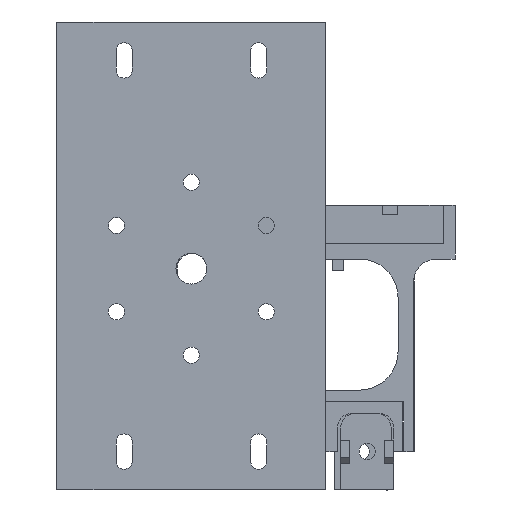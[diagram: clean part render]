
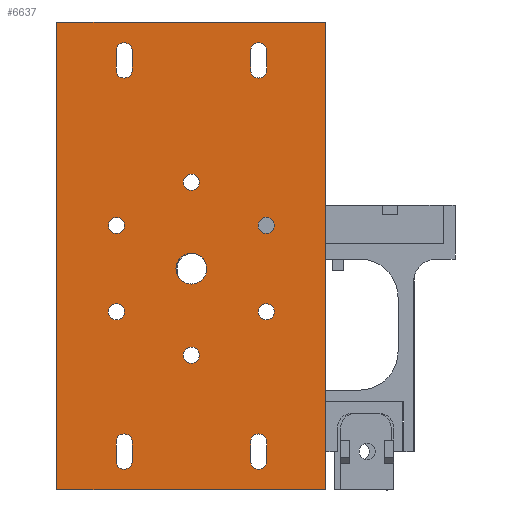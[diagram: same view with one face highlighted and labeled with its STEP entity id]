
A CAD part, left-side view. The second image highlights one B-rep face of the part: STEP entity #6637.
In plain terms, the highlighted face is planar.
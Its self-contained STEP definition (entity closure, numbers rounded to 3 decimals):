
#396=FACE_BOUND('',#1242,.T.);
#397=FACE_BOUND('',#1243,.T.);
#398=FACE_BOUND('',#1244,.T.);
#399=FACE_BOUND('',#1245,.T.);
#400=FACE_BOUND('',#1246,.T.);
#401=FACE_BOUND('',#1247,.T.);
#402=FACE_BOUND('',#1248,.T.);
#403=FACE_BOUND('',#1249,.T.);
#404=FACE_BOUND('',#1250,.T.);
#405=FACE_BOUND('',#1251,.T.);
#406=FACE_BOUND('',#1252,.T.);
#528=PLANE('',#7075);
#822=FACE_OUTER_BOUND('',#1241,.T.);
#1241=EDGE_LOOP('',(#5555,#5556,#5557,#5558));
#1242=EDGE_LOOP('',(#5559,#5560,#5561,#5562));
#1243=EDGE_LOOP('',(#5563,#5564,#5565,#5566));
#1244=EDGE_LOOP('',(#5567,#5568,#5569,#5570));
#1245=EDGE_LOOP('',(#5571,#5572,#5573,#5574));
#1246=EDGE_LOOP('',(#5575));
#1247=EDGE_LOOP('',(#5576));
#1248=EDGE_LOOP('',(#5577));
#1249=EDGE_LOOP('',(#5578));
#1250=EDGE_LOOP('',(#5579));
#1251=EDGE_LOOP('',(#5580));
#1252=EDGE_LOOP('',(#5581));
#1738=LINE('',#11254,#2357);
#1741=LINE('',#11262,#2360);
#1744=LINE('',#11270,#2363);
#1747=LINE('',#11278,#2366);
#1750=LINE('',#11286,#2369);
#1753=LINE('',#11294,#2372);
#1757=LINE('',#11306,#2376);
#1760=LINE('',#11313,#2379);
#1762=LINE('',#11318,#2381);
#1765=LINE('',#11324,#2384);
#1767=LINE('',#11327,#2386);
#1768=LINE('',#11328,#2387);
#2357=VECTOR('',#8038,10.);
#2360=VECTOR('',#8047,10.);
#2363=VECTOR('',#8056,10.);
#2366=VECTOR('',#8065,10.);
#2369=VECTOR('',#8074,10.);
#2372=VECTOR('',#8083,10.);
#2376=VECTOR('',#8097,10.);
#2379=VECTOR('',#8106,10.);
#2381=VECTOR('',#8110,10.);
#2384=VECTOR('',#8115,10.);
#2386=VECTOR('',#8119,10.);
#2387=VECTOR('',#8120,10.);
#2738=CIRCLE('',#7051,2.1);
#2739=CIRCLE('',#7054,2.1);
#2740=CIRCLE('',#7057,2.1);
#2741=CIRCLE('',#7060,2.1);
#2742=CIRCLE('',#7063,2.1);
#2743=CIRCLE('',#7066,2.1);
#2744=CIRCLE('',#7068,2.1);
#2745=CIRCLE('',#7071,2.1);
#2746=CIRCLE('',#7076,2.1);
#2747=CIRCLE('',#7077,2.1);
#2748=CIRCLE('',#7078,2.1);
#2749=CIRCLE('',#7079,2.1);
#2750=CIRCLE('',#7080,2.1);
#2751=CIRCLE('',#7081,4.);
#2752=CIRCLE('',#7082,2.1);
#3209=VERTEX_POINT('',#11251);
#3210=VERTEX_POINT('',#11253);
#3211=VERTEX_POINT('',#11257);
#3212=VERTEX_POINT('',#11261);
#3213=VERTEX_POINT('',#11267);
#3214=VERTEX_POINT('',#11269);
#3215=VERTEX_POINT('',#11273);
#3216=VERTEX_POINT('',#11277);
#3217=VERTEX_POINT('',#11283);
#3218=VERTEX_POINT('',#11285);
#3219=VERTEX_POINT('',#11289);
#3220=VERTEX_POINT('',#11293);
#3221=VERTEX_POINT('',#11299);
#3222=VERTEX_POINT('',#11301);
#3223=VERTEX_POINT('',#11305);
#3224=VERTEX_POINT('',#11309);
#3225=VERTEX_POINT('',#11315);
#3226=VERTEX_POINT('',#11317);
#3227=VERTEX_POINT('',#11321);
#3228=VERTEX_POINT('',#11323);
#3229=VERTEX_POINT('',#11329);
#3230=VERTEX_POINT('',#11331);
#3231=VERTEX_POINT('',#11333);
#3232=VERTEX_POINT('',#11335);
#3233=VERTEX_POINT('',#11337);
#3234=VERTEX_POINT('',#11339);
#3235=VERTEX_POINT('',#11341);
#4020=EDGE_CURVE('',#3210,#3209,#1738,.T.);
#4022=EDGE_CURVE('',#3211,#3210,#2738,.T.);
#4024=EDGE_CURVE('',#3212,#3211,#1741,.T.);
#4026=EDGE_CURVE('',#3209,#3212,#2739,.T.);
#4028=EDGE_CURVE('',#3214,#3213,#1744,.T.);
#4030=EDGE_CURVE('',#3215,#3214,#2740,.T.);
#4032=EDGE_CURVE('',#3216,#3215,#1747,.T.);
#4034=EDGE_CURVE('',#3213,#3216,#2741,.T.);
#4036=EDGE_CURVE('',#3218,#3217,#1750,.T.);
#4038=EDGE_CURVE('',#3219,#3218,#2742,.T.);
#4040=EDGE_CURVE('',#3220,#3219,#1753,.T.);
#4042=EDGE_CURVE('',#3217,#3220,#2743,.T.);
#4044=EDGE_CURVE('',#3222,#3221,#2744,.T.);
#4046=EDGE_CURVE('',#3223,#3222,#1757,.T.);
#4048=EDGE_CURVE('',#3224,#3223,#2745,.T.);
#4050=EDGE_CURVE('',#3221,#3224,#1760,.T.);
#4052=EDGE_CURVE('',#3226,#3225,#1762,.T.);
#4055=EDGE_CURVE('',#3228,#3227,#1765,.T.);
#4057=EDGE_CURVE('',#3225,#3228,#1767,.T.);
#4058=EDGE_CURVE('',#3227,#3226,#1768,.T.);
#4059=EDGE_CURVE('',#3229,#3229,#2746,.T.);
#4060=EDGE_CURVE('',#3230,#3230,#2747,.T.);
#4061=EDGE_CURVE('',#3231,#3231,#2748,.T.);
#4062=EDGE_CURVE('',#3232,#3232,#2749,.T.);
#4063=EDGE_CURVE('',#3233,#3233,#2750,.T.);
#4064=EDGE_CURVE('',#3234,#3234,#2751,.T.);
#4065=EDGE_CURVE('',#3235,#3235,#2752,.T.);
#5555=ORIENTED_EDGE('',*,*,#4057,.T.);
#5556=ORIENTED_EDGE('',*,*,#4055,.T.);
#5557=ORIENTED_EDGE('',*,*,#4058,.T.);
#5558=ORIENTED_EDGE('',*,*,#4052,.T.);
#5559=ORIENTED_EDGE('',*,*,#4050,.T.);
#5560=ORIENTED_EDGE('',*,*,#4048,.T.);
#5561=ORIENTED_EDGE('',*,*,#4046,.T.);
#5562=ORIENTED_EDGE('',*,*,#4044,.T.);
#5563=ORIENTED_EDGE('',*,*,#4042,.T.);
#5564=ORIENTED_EDGE('',*,*,#4040,.T.);
#5565=ORIENTED_EDGE('',*,*,#4038,.T.);
#5566=ORIENTED_EDGE('',*,*,#4036,.T.);
#5567=ORIENTED_EDGE('',*,*,#4034,.T.);
#5568=ORIENTED_EDGE('',*,*,#4032,.T.);
#5569=ORIENTED_EDGE('',*,*,#4030,.T.);
#5570=ORIENTED_EDGE('',*,*,#4028,.T.);
#5571=ORIENTED_EDGE('',*,*,#4026,.T.);
#5572=ORIENTED_EDGE('',*,*,#4024,.T.);
#5573=ORIENTED_EDGE('',*,*,#4022,.T.);
#5574=ORIENTED_EDGE('',*,*,#4020,.T.);
#5575=ORIENTED_EDGE('',*,*,#4059,.T.);
#5576=ORIENTED_EDGE('',*,*,#4060,.T.);
#5577=ORIENTED_EDGE('',*,*,#4061,.T.);
#5578=ORIENTED_EDGE('',*,*,#4062,.T.);
#5579=ORIENTED_EDGE('',*,*,#4063,.T.);
#5580=ORIENTED_EDGE('',*,*,#4064,.T.);
#5581=ORIENTED_EDGE('',*,*,#4065,.T.);
#6637=ADVANCED_FACE('',(#822,#396,#397,#398,#399,#400,#401,#402,#403,#404,
#405,#406),#528,.F.);
#7051=AXIS2_PLACEMENT_3D('',#11258,#8042,#8043);
#7054=AXIS2_PLACEMENT_3D('',#11265,#8051,#8052);
#7057=AXIS2_PLACEMENT_3D('',#11274,#8060,#8061);
#7060=AXIS2_PLACEMENT_3D('',#11281,#8069,#8070);
#7063=AXIS2_PLACEMENT_3D('',#11290,#8078,#8079);
#7066=AXIS2_PLACEMENT_3D('',#11297,#8087,#8088);
#7068=AXIS2_PLACEMENT_3D('',#11302,#8092,#8093);
#7071=AXIS2_PLACEMENT_3D('',#11310,#8101,#8102);
#7075=AXIS2_PLACEMENT_3D('',#11326,#8117,#8118);
#7076=AXIS2_PLACEMENT_3D('',#11330,#8121,#8122);
#7077=AXIS2_PLACEMENT_3D('',#11332,#8123,#8124);
#7078=AXIS2_PLACEMENT_3D('',#11334,#8125,#8126);
#7079=AXIS2_PLACEMENT_3D('',#11336,#8127,#8128);
#7080=AXIS2_PLACEMENT_3D('',#11338,#8129,#8130);
#7081=AXIS2_PLACEMENT_3D('',#11340,#8131,#8132);
#7082=AXIS2_PLACEMENT_3D('',#11342,#8133,#8134);
#8038=DIRECTION('',(0.,1.,0.));
#8042=DIRECTION('center_axis',(0.,0.,1.));
#8043=DIRECTION('ref_axis',(-1.,0.,0.));
#8047=DIRECTION('',(0.,-1.,0.));
#8051=DIRECTION('center_axis',(0.,0.,1.));
#8052=DIRECTION('ref_axis',(1.,0.,0.));
#8056=DIRECTION('',(0.,1.,0.));
#8060=DIRECTION('center_axis',(0.,0.,1.));
#8061=DIRECTION('ref_axis',(-1.,0.,0.));
#8065=DIRECTION('',(0.,-1.,0.));
#8069=DIRECTION('center_axis',(0.,0.,1.));
#8070=DIRECTION('ref_axis',(1.,0.,0.));
#8074=DIRECTION('',(0.,1.,0.));
#8078=DIRECTION('center_axis',(0.,0.,1.));
#8079=DIRECTION('ref_axis',(-1.,0.,0.));
#8083=DIRECTION('',(0.,-1.,0.));
#8087=DIRECTION('center_axis',(0.,0.,1.));
#8088=DIRECTION('ref_axis',(1.,0.,0.));
#8092=DIRECTION('center_axis',(0.,0.,1.));
#8093=DIRECTION('ref_axis',(1.,0.,0.));
#8097=DIRECTION('',(0.,1.,0.));
#8101=DIRECTION('center_axis',(0.,0.,1.));
#8102=DIRECTION('ref_axis',(-1.,0.,0.));
#8106=DIRECTION('',(0.,-1.,0.));
#8110=DIRECTION('',(1.,0.,0.));
#8115=DIRECTION('',(-1.,0.,0.));
#8117=DIRECTION('center_axis',(0.,0.,1.));
#8118=DIRECTION('ref_axis',(1.,0.,0.));
#8119=DIRECTION('',(0.,-1.,0.));
#8120=DIRECTION('',(0.,1.,0.));
#8121=DIRECTION('center_axis',(0.,0.,1.));
#8122=DIRECTION('ref_axis',(1.,0.,0.));
#8123=DIRECTION('center_axis',(0.,0.,1.));
#8124=DIRECTION('ref_axis',(1.,0.,0.));
#8125=DIRECTION('center_axis',(0.,0.,1.));
#8126=DIRECTION('ref_axis',(1.,0.,0.));
#8127=DIRECTION('center_axis',(0.,0.,1.));
#8128=DIRECTION('ref_axis',(1.,0.,0.));
#8129=DIRECTION('center_axis',(0.,0.,1.));
#8130=DIRECTION('ref_axis',(1.,0.,0.));
#8131=DIRECTION('center_axis',(0.,0.,1.));
#8132=DIRECTION('ref_axis',(1.,0.,0.));
#8133=DIRECTION('center_axis',(0.,0.,1.));
#8134=DIRECTION('ref_axis',(1.,0.,0.));
#11251=CARTESIAN_POINT('',(-15.4,53.4,-3.));
#11253=CARTESIAN_POINT('',(-15.4,48.4,-3.));
#11254=CARTESIAN_POINT('',(-15.4,48.4,-3.));
#11257=CARTESIAN_POINT('',(-19.6,48.4,-3.));
#11258=CARTESIAN_POINT('Origin',(-17.5,48.4,-3.));
#11261=CARTESIAN_POINT('',(-19.6,53.4,-3.));
#11262=CARTESIAN_POINT('',(-19.6,53.4,-3.));
#11265=CARTESIAN_POINT('Origin',(-17.5,53.4,-3.));
#11267=CARTESIAN_POINT('',(19.6,53.4,-3.));
#11269=CARTESIAN_POINT('',(19.6,48.4,-3.));
#11270=CARTESIAN_POINT('',(19.6,53.4,-3.));
#11273=CARTESIAN_POINT('',(15.4,48.4,-3.));
#11274=CARTESIAN_POINT('Origin',(17.5,48.4,-3.));
#11277=CARTESIAN_POINT('',(15.4,53.4,-3.));
#11278=CARTESIAN_POINT('',(15.4,48.4,-3.));
#11281=CARTESIAN_POINT('Origin',(17.5,53.4,-3.));
#11283=CARTESIAN_POINT('',(-15.4,-48.4,-3.));
#11285=CARTESIAN_POINT('',(-15.4,-53.4,-3.));
#11286=CARTESIAN_POINT('',(-15.4,-48.4,-3.));
#11289=CARTESIAN_POINT('',(-19.6,-53.4,-3.));
#11290=CARTESIAN_POINT('Origin',(-17.5,-53.4,-3.));
#11293=CARTESIAN_POINT('',(-19.6,-48.4,-3.));
#11294=CARTESIAN_POINT('',(-19.6,-53.4,-3.));
#11297=CARTESIAN_POINT('Origin',(-17.5,-48.4,-3.));
#11299=CARTESIAN_POINT('',(15.4,-48.4,-3.));
#11301=CARTESIAN_POINT('',(19.6,-48.4,-3.));
#11302=CARTESIAN_POINT('Origin',(17.5,-48.4,-3.));
#11305=CARTESIAN_POINT('',(19.6,-53.4,-3.));
#11306=CARTESIAN_POINT('',(19.6,-53.4,-3.));
#11309=CARTESIAN_POINT('',(15.4,-53.4,-3.));
#11310=CARTESIAN_POINT('Origin',(17.5,-53.4,-3.));
#11313=CARTESIAN_POINT('',(15.4,-48.4,-3.));
#11315=CARTESIAN_POINT('',(35.,60.9,-3.));
#11317=CARTESIAN_POINT('',(-35.,60.9,-3.));
#11318=CARTESIAN_POINT('',(-35.,60.9,-3.));
#11321=CARTESIAN_POINT('',(-35.,-60.9,-3.));
#11323=CARTESIAN_POINT('',(35.,-60.9,-3.));
#11324=CARTESIAN_POINT('',(35.,-60.9,-3.));
#11326=CARTESIAN_POINT('Origin',(0.,0.,-3.));
#11327=CARTESIAN_POINT('',(35.,60.9,-3.));
#11328=CARTESIAN_POINT('',(-35.,-60.9,-3.));
#11329=CARTESIAN_POINT('',(17.386,7.95,-3.));
#11330=CARTESIAN_POINT('Origin',(19.486,7.95,-3.));
#11331=CARTESIAN_POINT('',(17.386,-14.55,-3.));
#11332=CARTESIAN_POINT('Origin',(19.486,-14.55,-3.));
#11333=CARTESIAN_POINT('',(-2.1,-25.8,-3.));
#11334=CARTESIAN_POINT('Origin',(0.,-25.8,-3.));
#11335=CARTESIAN_POINT('',(-21.586,-14.55,-3.));
#11336=CARTESIAN_POINT('Origin',(-19.486,-14.55,-3.));
#11337=CARTESIAN_POINT('',(-2.1,19.2,-3.));
#11338=CARTESIAN_POINT('Origin',(0.,19.2,-3.));
#11339=CARTESIAN_POINT('',(-4.,-3.3,-3.));
#11340=CARTESIAN_POINT('Origin',(0.,-3.3,-3.));
#11341=CARTESIAN_POINT('',(-21.586,7.95,-3.));
#11342=CARTESIAN_POINT('Origin',(-19.486,7.95,-3.));
